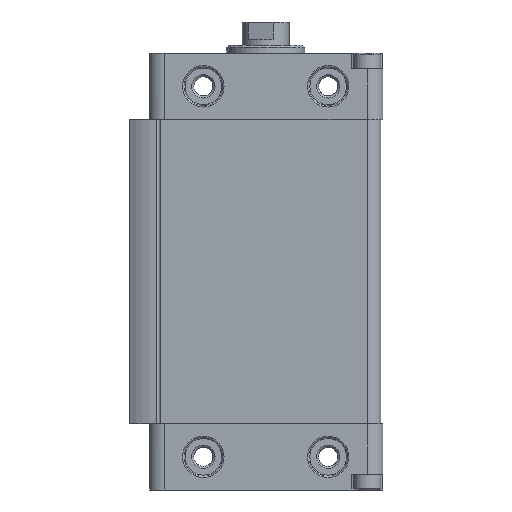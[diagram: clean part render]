
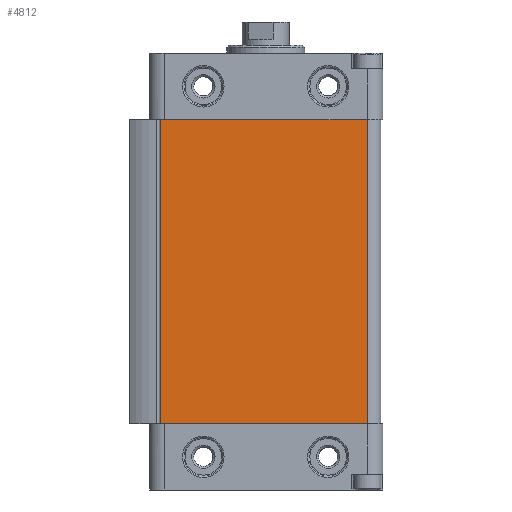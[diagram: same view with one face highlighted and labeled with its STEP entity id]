
A CAD part, left-side view. The second image highlights one B-rep face of the part: STEP entity #4812.
In plain terms, the highlighted planar face has unit normal (-1, 0, 0).
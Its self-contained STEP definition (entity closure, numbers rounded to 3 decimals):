
#810=ORIENTED_EDGE('',*,*,#2035,.F.);
#811=ORIENTED_EDGE('',*,*,#2088,.F.);
#812=ORIENTED_EDGE('',*,*,#2089,.T.);
#813=ORIENTED_EDGE('',*,*,#2090,.T.);
#2035=EDGE_CURVE('',#2671,#2673,#3071,.T.);
#2088=EDGE_CURVE('',#2712,#2671,#3100,.T.);
#2089=EDGE_CURVE('',#2712,#2713,#3101,.T.);
#2090=EDGE_CURVE('',#2713,#2673,#3102,.T.);
#2671=VERTEX_POINT('',#7742);
#2673=VERTEX_POINT('',#7745);
#2712=VERTEX_POINT('',#7845);
#2713=VERTEX_POINT('',#7849);
#3071=LINE('',#7744,#3403);
#3100=LINE('',#7846,#3432);
#3101=LINE('',#7848,#3433);
#3102=LINE('',#7850,#3434);
#3403=VECTOR('',#6048,1000.);
#3432=VECTOR('',#6143,1000.);
#3433=VECTOR('',#6146,1000.);
#3434=VECTOR('',#6147,1000.);
#3766=EDGE_LOOP('',(#810,#811,#812,#813));
#4228=FACE_BOUND('',#3766,.T.);
#4623=PLANE('',#5276);
#4812=ADVANCED_FACE('',(#4228),#4623,.T.);
#5276=AXIS2_PLACEMENT_3D('',#7847,#6144,#6145);
#6048=DIRECTION('',(0.,-1.,0.));
#6143=DIRECTION('',(0.,0.,1.));
#6144=DIRECTION('',(-1.,0.,0.));
#6145=DIRECTION('',(0.,0.,1.));
#6146=DIRECTION('',(0.,-1.,0.));
#6147=DIRECTION('',(0.,0.,1.));
#7742=CARTESIAN_POINT('',(-11.85,27.042,-17.));
#7744=CARTESIAN_POINT('',(-11.85,27.042,-17.));
#7745=CARTESIAN_POINT('',(-11.85,-26.,-17.));
#7845=CARTESIAN_POINT('',(-11.85,27.042,-95.));
#7846=CARTESIAN_POINT('',(-11.85,27.042,-95.));
#7847=CARTESIAN_POINT('',(-11.85,27.042,-95.));
#7848=CARTESIAN_POINT('',(-11.85,27.042,-95.));
#7849=CARTESIAN_POINT('',(-11.85,-26.,-95.));
#7850=CARTESIAN_POINT('',(-11.85,-26.,-95.));
